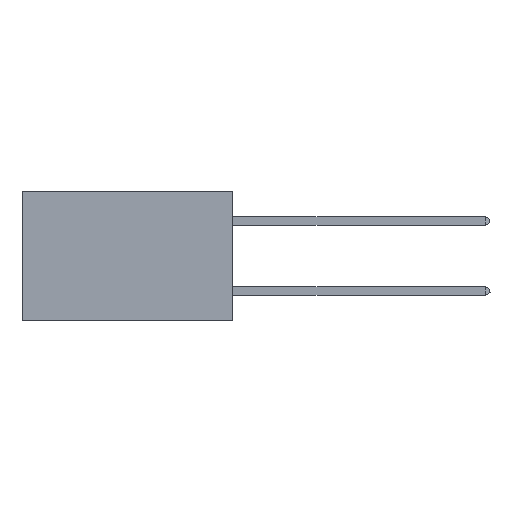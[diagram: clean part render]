
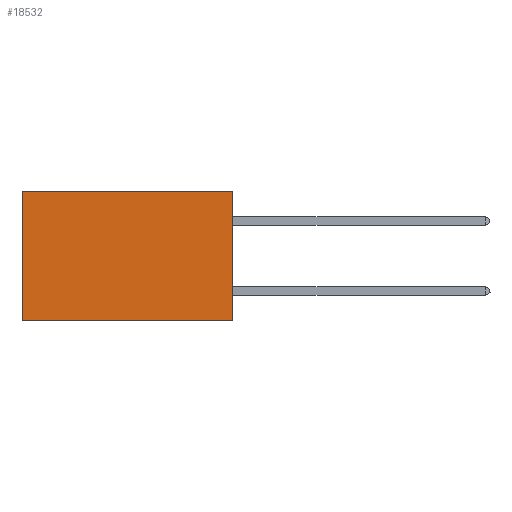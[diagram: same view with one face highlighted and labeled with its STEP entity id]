
A CAD part, left-side view. The second image highlights one B-rep face of the part: STEP entity #18532.
In plain terms, the highlighted planar face has unit normal (-1, 0, 0).
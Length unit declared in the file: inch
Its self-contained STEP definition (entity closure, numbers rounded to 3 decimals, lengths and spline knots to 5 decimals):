
#277 = VERTEX_POINT ( 'NONE', #6064 ) ;
#382 = VECTOR ( 'NONE', #11515, 39.37008 ) ;
#1431 = AXIS2_PLACEMENT_3D ( 'NONE', #7892, #16033, #17635 ) ;
#2144 = CARTESIAN_POINT ( 'NONE',  ( 0.2875, 0., 0. ) ) ;
#3057 = PLANE ( 'NONE',  #1431 ) ;
#4175 = EDGE_CURVE ( 'NONE', #17616, #277, #17275, .T. ) ;
#5142 = CARTESIAN_POINT ( 'NONE',  ( 0.2875, 0., 0. ) ) ;
#5712 = FACE_OUTER_BOUND ( 'NONE', #6054, .T. ) ;
#5945 = EDGE_CURVE ( 'NONE', #10928, #17616, #19436, .T. ) ;
#6054 = EDGE_LOOP ( 'NONE', ( #12109, #20937, #7184, #19992 ) ) ;
#6064 = CARTESIAN_POINT ( 'NONE',  ( 0.2875, 0.6, -0.37 ) ) ;
#6652 = DIRECTION ( 'NONE',  ( 0., 0., -1. ) ) ;
#6805 = VECTOR ( 'NONE', #6652, 39.37008 ) ;
#7184 = ORIENTED_EDGE ( 'NONE', *, *, #5945, .F. ) ;
#7776 = EDGE_CURVE ( 'NONE', #13298, #277, #9358, .T. ) ;
#7892 = CARTESIAN_POINT ( 'NONE',  ( 0.2875, 0., 0. ) ) ;
#9004 = CARTESIAN_POINT ( 'NONE',  ( 0.2875, 0.6, 0. ) ) ;
#9358 = LINE ( 'NONE', #10128, #6805 ) ;
#9906 = VECTOR ( 'NONE', #19562, 39.37008 ) ;
#10128 = CARTESIAN_POINT ( 'NONE',  ( 0.2875, 0.6, 0. ) ) ;
#10677 = LINE ( 'NONE', #2144, #13970 ) ;
#10928 = VERTEX_POINT ( 'NONE', #5142 ) ;
#11515 = DIRECTION ( 'NONE',  ( 0., 0., -1. ) ) ;
#12109 = ORIENTED_EDGE ( 'NONE', *, *, #7776, .T. ) ;
#13298 = VERTEX_POINT ( 'NONE', #9004 ) ;
#13424 = EDGE_CURVE ( 'NONE', #10928, #13298, #10677, .T. ) ;
#13970 = VECTOR ( 'NONE', #15084, 39.37008 ) ;
#14788 = CARTESIAN_POINT ( 'NONE',  ( 0.2875, 0., -0.37 ) ) ;
#15084 = DIRECTION ( 'NONE',  ( 0., 1., 0. ) ) ;
#16033 = DIRECTION ( 'NONE',  ( 1., 0., 0. ) ) ;
#17275 = LINE ( 'NONE', #14788, #9906 ) ;
#17616 = VERTEX_POINT ( 'NONE', #19521 ) ;
#17635 = DIRECTION ( 'NONE',  ( 0., 0., -1. ) ) ;
#18532 = ADVANCED_FACE ( 'NONE', ( #5712 ), #3057, .F. ) ;
#19436 = LINE ( 'NONE', #19735, #382 ) ;
#19521 = CARTESIAN_POINT ( 'NONE',  ( 0.2875, 0., -0.37 ) ) ;
#19562 = DIRECTION ( 'NONE',  ( 0., 1., 0. ) ) ;
#19735 = CARTESIAN_POINT ( 'NONE',  ( 0.2875, 0., 0. ) ) ;
#19992 = ORIENTED_EDGE ( 'NONE', *, *, #13424, .T. ) ;
#20937 = ORIENTED_EDGE ( 'NONE', *, *, #4175, .F. ) ;
